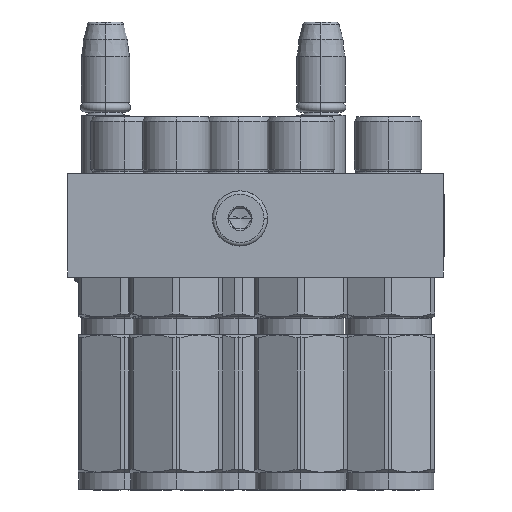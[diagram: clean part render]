
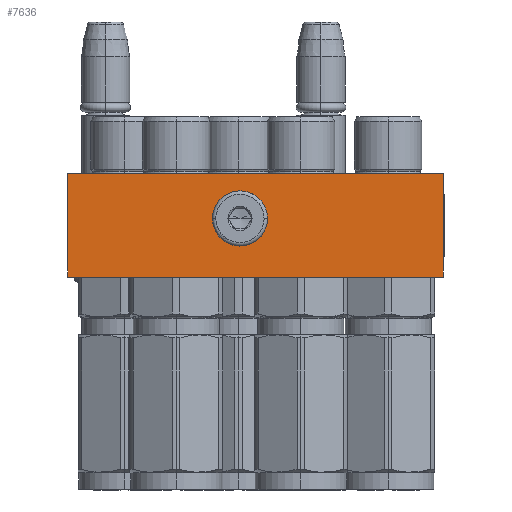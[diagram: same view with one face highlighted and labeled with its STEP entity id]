
A CAD part, front view. The second image highlights one B-rep face of the part: STEP entity #7636.
In plain terms, the highlighted face is planar.
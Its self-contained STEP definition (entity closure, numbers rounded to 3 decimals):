
#19 = FACE_OUTER_BOUND ( 'NONE', #46505, .T. ) ;
#611 = CARTESIAN_POINT ( 'NONE',  ( -9.686, 13.685, -50. ) ) ;
#1065 = ORIENTED_EDGE ( 'NONE', *, *, #35960, .T. ) ;
#1154 = CARTESIAN_POINT ( 'NONE',  ( -8.675, 16.207, -50. ) ) ;
#1616 = CARTESIAN_POINT ( 'NONE',  ( -1.87, 8.439, -50. ) ) ;
#1799 = VECTOR ( 'NONE', #47915, 1000. ) ;
#1861 = LINE ( 'NONE', #8488, #1799 ) ;
#2071 = CARTESIAN_POINT ( 'NONE',  ( -54.5, 30., -50. ) ) ;
#3351 = EDGE_CURVE ( 'NONE', #19672, #30411, #1861, .T. ) ;
#4377 = CARTESIAN_POINT ( 'NONE',  ( -9.553, 11.646, -50. ) ) ;
#4539 = CARTESIAN_POINT ( 'NONE',  ( -5.185, 7.78, -50. ) ) ;
#4924 = CARTESIAN_POINT ( 'NONE',  ( 0.454, 14.681, -50. ) ) ;
#5263 = CARTESIAN_POINT ( 'NONE',  ( -9.586, 14.185, -50. ) ) ;
#5446 = CARTESIAN_POINT ( 'NONE',  ( -5.865, 18.084, -50. ) ) ;
#5570 = VERTEX_POINT ( 'NONE', #40394 ) ;
#5714 = CARTESIAN_POINT ( 'NONE',  ( -0.325, 9.793, -50. ) ) ;
#5784 = VECTOR ( 'NONE', #20637, 1000. ) ;
#7215 = ORIENTED_EDGE ( 'NONE', *, *, #3351, .T. ) ;
#7636 = ADVANCED_FACE ( 'NONE', ( #27636, #19 ), #41862, .T. ) ;
#8283 = CARTESIAN_POINT ( 'NONE',  ( -9.454, 11.319, -50. ) ) ;
#8419 = VERTEX_POINT ( 'NONE', #36616 ) ;
#8488 = CARTESIAN_POINT ( 'NONE',  ( 54.5, 0., -50. ) ) ;
#9049 = AXIS2_PLACEMENT_3D ( 'NONE', #42385, #17669, #21623 ) ;
#9378 = CARTESIAN_POINT ( 'NONE',  ( -9.72, 13., -50. ) ) ;
#9537 = CARTESIAN_POINT ( 'NONE',  ( -3.815, 18.22, -50. ) ) ;
#9898 = EDGE_CURVE ( 'NONE', #19672, #45304, #29308, .T. ) ;
#10280 = EDGE_LOOP ( 'NONE', ( #34244, #45369, #25241 ) ) ;
#12615 = ORIENTED_EDGE ( 'NONE', *, *, #16830, .F. ) ;
#12986 = CARTESIAN_POINT ( 'NONE',  ( -3.135, 18.085, -50. ) ) ;
#14632 = VERTEX_POINT ( 'NONE', #2071 ) ;
#14743 = LINE ( 'NONE', #40905, #5784 ) ;
#15608 = DIRECTION ( 'NONE',  ( 0., 1., 0. ) ) ;
#16012 = CARTESIAN_POINT ( 'NONE',  ( -7.707, 8.825, -50. ) ) ;
#16737 = CARTESIAN_POINT ( 'NONE',  ( -5.865, 7.915, -50. ) ) ;
#16830 = EDGE_CURVE ( 'NONE', #45304, #14632, #14743, .T. ) ;
#17472 = CARTESIAN_POINT ( 'NONE',  ( -7.13, 17.561, -50. ) ) ;
#17647 = CARTESIAN_POINT ( 'NONE',  ( 0.678, 13.683, -50. ) ) ;
#17669 = DIRECTION ( 'NONE',  ( 0., 0., -1. ) ) ;
#17809 = CARTESIAN_POINT ( 'NONE',  ( 0.061, 15.63, -50. ) ) ;
#19498 = CARTESIAN_POINT ( 'NONE',  ( 0.686, 12.315, -50. ) ) ;
#19672 = VERTEX_POINT ( 'NONE', #40054 ) ;
#20126 = CARTESIAN_POINT ( 'NONE',  ( -9.711, 12.656, -50. ) ) ;
#20292 = CARTESIAN_POINT ( 'NONE',  ( -9.72, 13., -50. ) ) ;
#20637 = DIRECTION ( 'NONE',  ( -1., 0., 0. ) ) ;
#20839 = CARTESIAN_POINT ( 'NONE',  ( -9.061, 10.37, -50. ) ) ;
#21605 = CARTESIAN_POINT ( 'NONE',  ( -9.719, 13.346, -50. ) ) ;
#21623 = DIRECTION ( 'NONE',  ( -1., 0., 0. ) ) ;
#22447 = B_SPLINE_CURVE_WITH_KNOTS ( 'NONE', 3,
 ( #50826, #26703, #26180, #1616, #30329, #5714, #30504, #51746, #35165, #31732, #43698, #19498, #43876, #51560 ),
 .UNSPECIFIED., .F., .F.,
 ( 4, 2, 2, 2, 2, 2, 4 ),
 ( 0.5, 0.625, 0.75, 0.875, 0.906, 0.938, 1. ),
 .UNSPECIFIED. ) ;
#22557 = ORIENTED_EDGE ( 'NONE', *, *, #9898, .F. ) ;
#23445 = LINE ( 'NONE', #47277, #33052 ) ;
#24483 = B_SPLINE_CURVE_WITH_KNOTS ( 'NONE', 3,
 ( #20292, #40928, #20126, #48779, #28943, #4377, #8283, #20839, #41286, #16012, #29124, #16737, #4539, #52856 ),
 .UNSPECIFIED., .F., .F.,
 ( 4, 2, 2, 2, 2, 2, 4 ),
 ( 0., 0.031, 0.063, 0.125, 0.25, 0.375, 0.5 ),
 .UNSPECIFIED. ) ;
#25181 = CARTESIAN_POINT ( 'NONE',  ( -1.293, 17.175, -50. ) ) ;
#25241 = ORIENTED_EDGE ( 'NONE', *, *, #32389, .T. ) ;
#25725 = CARTESIAN_POINT ( 'NONE',  ( 0.72, 13.173, -50. ) ) ;
#26180 = CARTESIAN_POINT ( 'NONE',  ( -3.135, 7.916, -50. ) ) ;
#26703 = CARTESIAN_POINT ( 'NONE',  ( -3.815, 7.78, -50. ) ) ;
#27636 = FACE_BOUND ( 'NONE', #10280, .T. ) ;
#28365 = CARTESIAN_POINT ( 'NONE',  ( 54.5, 0., -50. ) ) ;
#28612 = B_SPLINE_CURVE_WITH_KNOTS ( 'NONE', 3,
 ( #30038, #25725, #50219, #17647, #46463, #42021, #4924, #17809, #29871, #25181, #29347, #12986, #9537, #45758, #5446, #17472, #34172, #1154, #45931, #33998, #49865, #49686, #5263, #611, #21605, #9378 ),
 .UNSPECIFIED., .F., .F.,
 ( 4, 2, 2, 2, 2, 2, 2, 2, 2, 2, 2, 2, 4 ),
 ( 0., 0.031, 0.062, 0.125, 0.25, 0.375, 0.5, 0.625, 0.75, 0.875, 0.906, 0.937, 1. ),
 .UNSPECIFIED. ) ;
#28943 = CARTESIAN_POINT ( 'NONE',  ( -9.653, 12.15, -50. ) ) ;
#29124 = CARTESIAN_POINT ( 'NONE',  ( -7.13, 8.44, -50. ) ) ;
#29308 = LINE ( 'NONE', #28365, #40111 ) ;
#29347 = CARTESIAN_POINT ( 'NONE',  ( -1.87, 17.56, -50. ) ) ;
#29620 = CARTESIAN_POINT ( 'NONE',  ( 54.5, 30., -50. ) ) ;
#29871 = CARTESIAN_POINT ( 'NONE',  ( -0.325, 16.207, -50. ) ) ;
#30038 = CARTESIAN_POINT ( 'NONE',  ( 0.72, 13., -50. ) ) ;
#30329 = CARTESIAN_POINT ( 'NONE',  ( -1.293, 8.825, -50. ) ) ;
#30411 = VERTEX_POINT ( 'NONE', #35293 ) ;
#30504 = CARTESIAN_POINT ( 'NONE',  ( 0.061, 10.371, -50. ) ) ;
#31732 = CARTESIAN_POINT ( 'NONE',  ( 0.545, 11.647, -50. ) ) ;
#32389 = EDGE_CURVE ( 'NONE', #5570, #45680, #28612, .T. ) ;
#33052 = VECTOR ( 'NONE', #34668, 1000. ) ;
#33998 = CARTESIAN_POINT ( 'NONE',  ( -9.388, 14.84, -50. ) ) ;
#34172 = CARTESIAN_POINT ( 'NONE',  ( -7.707, 17.175, -50. ) ) ;
#34244 = ORIENTED_EDGE ( 'NONE', *, *, #37153, .T. ) ;
#34668 = DIRECTION ( 'NONE',  ( 0., 1., 0. ) ) ;
#35165 = CARTESIAN_POINT ( 'NONE',  ( 0.446, 11.321, -50. ) ) ;
#35293 = CARTESIAN_POINT ( 'NONE',  ( -54.5, 0., -50. ) ) ;
#35960 = EDGE_CURVE ( 'NONE', #30411, #14632, #23445, .T. ) ;
#36616 = CARTESIAN_POINT ( 'NONE',  ( -4.5, 7.78, -50. ) ) ;
#37153 = EDGE_CURVE ( 'NONE', #45680, #8419, #24483, .T. ) ;
#40054 = CARTESIAN_POINT ( 'NONE',  ( 54.5, 0., -50. ) ) ;
#40111 = VECTOR ( 'NONE', #15608, 1000. ) ;
#40394 = CARTESIAN_POINT ( 'NONE',  ( 0.72, 13., -50. ) ) ;
#40905 = CARTESIAN_POINT ( 'NONE',  ( 54.5, 30., -50. ) ) ;
#40928 = CARTESIAN_POINT ( 'NONE',  ( -9.72, 12.827, -50. ) ) ;
#41286 = CARTESIAN_POINT ( 'NONE',  ( -8.675, 9.793, -50. ) ) ;
#41862 = PLANE ( 'NONE',  #9049 ) ;
#42021 = CARTESIAN_POINT ( 'NONE',  ( 0.553, 14.354, -50. ) ) ;
#42385 = CARTESIAN_POINT ( 'NONE',  ( 54.5, 0., -50. ) ) ;
#43698 = CARTESIAN_POINT ( 'NONE',  ( 0.586, 11.815, -50. ) ) ;
#43876 = CARTESIAN_POINT ( 'NONE',  ( 0.719, 12.654, -50. ) ) ;
#45304 = VERTEX_POINT ( 'NONE', #29620 ) ;
#45369 = ORIENTED_EDGE ( 'NONE', *, *, #47566, .T. ) ;
#45680 = VERTEX_POINT ( 'NONE', #48514 ) ;
#45758 = CARTESIAN_POINT ( 'NONE',  ( -5.185, 18.22, -50. ) ) ;
#45931 = CARTESIAN_POINT ( 'NONE',  ( -9.061, 15.629, -50. ) ) ;
#46463 = CARTESIAN_POINT ( 'NONE',  ( 0.653, 13.85, -50. ) ) ;
#46505 = EDGE_LOOP ( 'NONE', ( #1065, #12615, #22557, #7215 ) ) ;
#47277 = CARTESIAN_POINT ( 'NONE',  ( -54.5, 0., -50. ) ) ;
#47566 = EDGE_CURVE ( 'NONE', #8419, #5570, #22447, .T. ) ;
#47915 = DIRECTION ( 'NONE',  ( -1., 0., 0. ) ) ;
#48514 = CARTESIAN_POINT ( 'NONE',  ( -9.72, 13., -50. ) ) ;
#48779 = CARTESIAN_POINT ( 'NONE',  ( -9.678, 12.317, -50. ) ) ;
#49686 = CARTESIAN_POINT ( 'NONE',  ( -9.545, 14.353, -50. ) ) ;
#49865 = CARTESIAN_POINT ( 'NONE',  ( -9.446, 14.679, -50. ) ) ;
#50219 = CARTESIAN_POINT ( 'NONE',  ( 0.711, 13.344, -50. ) ) ;
#50826 = CARTESIAN_POINT ( 'NONE',  ( -4.5, 7.78, -50. ) ) ;
#51560 = CARTESIAN_POINT ( 'NONE',  ( 0.72, 13., -50. ) ) ;
#51746 = CARTESIAN_POINT ( 'NONE',  ( 0.388, 11.16, -50. ) ) ;
#52856 = CARTESIAN_POINT ( 'NONE',  ( -4.5, 7.78, -50. ) ) ;
